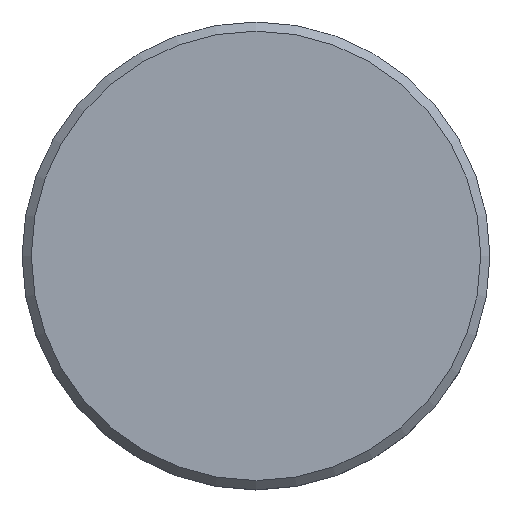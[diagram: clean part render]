
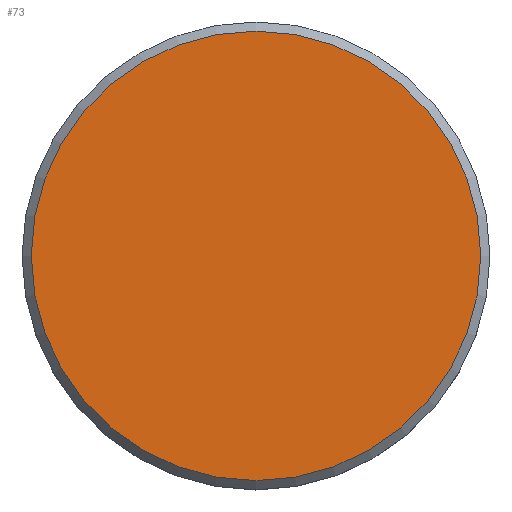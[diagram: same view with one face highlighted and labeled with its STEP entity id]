
A CAD part, top view. The second image highlights one B-rep face of the part: STEP entity #73.
In plain terms, the highlighted planar face has unit normal (0, 0, 1).
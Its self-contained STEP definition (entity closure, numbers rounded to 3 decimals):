
#15=PLANE('',#97);
#21=FACE_OUTER_BOUND('',#26,.T.);
#26=EDGE_LOOP('',(#66));
#35=CIRCLE('',#91,6.1);
#40=VERTEX_POINT('',#128);
#46=EDGE_CURVE('',#40,#40,#35,.T.);
#66=ORIENTED_EDGE('',*,*,#46,.T.);
#73=ADVANCED_FACE('',(#21),#15,.T.);
#91=AXIS2_PLACEMENT_3D('',#130,#106,#107);
#97=AXIS2_PLACEMENT_3D('',#141,#120,#121);
#106=DIRECTION('center_axis',(0.,0.,1.));
#107=DIRECTION('ref_axis',(1.,0.,0.));
#120=DIRECTION('center_axis',(0.,0.,1.));
#121=DIRECTION('ref_axis',(1.,0.,0.));
#128=CARTESIAN_POINT('',(5.046,-0.093,0.819));
#130=CARTESIAN_POINT('Origin',(-1.054,-0.093,0.819));
#141=CARTESIAN_POINT('Origin',(-1.054,-0.093,0.819));
